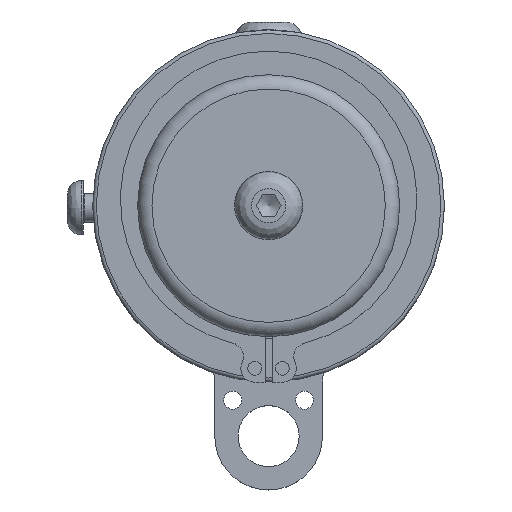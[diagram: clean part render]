
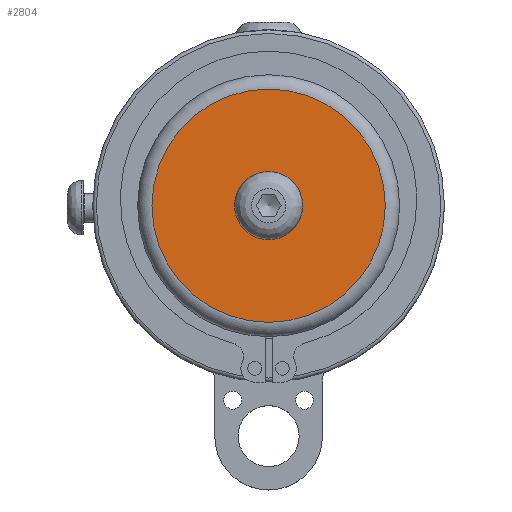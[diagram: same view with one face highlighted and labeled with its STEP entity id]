
A CAD part, top view. The second image highlights one B-rep face of the part: STEP entity #2804.
In plain terms, the highlighted planar face has unit normal (0, 0, 1).
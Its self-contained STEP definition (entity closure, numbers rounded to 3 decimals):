
#57=FACE_BOUND('',#525,.T.);
#200=PLANE('',#3151);
#341=FACE_OUTER_BOUND('',#524,.T.);
#524=EDGE_LOOP('',(#2428,#2429));
#525=EDGE_LOOP('',(#2430,#2431));
#588=CIRCLE('',#2927,2.5);
#592=CIRCLE('',#2931,2.5);
#723=CIRCLE('',#3152,16.25);
#724=CIRCLE('',#3153,16.25);
#1103=VERTEX_POINT('',#4477);
#1104=VERTEX_POINT('',#4478);
#1281=VERTEX_POINT('',#5273);
#1282=VERTEX_POINT('',#5274);
#1417=EDGE_CURVE('',#1103,#1104,#588,.T.);
#1422=EDGE_CURVE('',#1104,#1103,#592,.T.);
#1669=EDGE_CURVE('',#1281,#1282,#723,.T.);
#1670=EDGE_CURVE('',#1282,#1281,#724,.T.);
#2428=ORIENTED_EDGE('',*,*,#1669,.T.);
#2429=ORIENTED_EDGE('',*,*,#1670,.T.);
#2430=ORIENTED_EDGE('',*,*,#1417,.F.);
#2431=ORIENTED_EDGE('',*,*,#1422,.F.);
#2804=ADVANCED_FACE('',(#341,#57),#200,.T.);
#2927=AXIS2_PLACEMENT_3D('',#4479,#3414,#3415);
#2931=AXIS2_PLACEMENT_3D('',#4487,#3423,#3424);
#3151=AXIS2_PLACEMENT_3D('',#5272,#3951,#3952);
#3152=AXIS2_PLACEMENT_3D('',#5275,#3953,#3954);
#3153=AXIS2_PLACEMENT_3D('',#5276,#3955,#3956);
#3414=DIRECTION('center_axis',(0.,0.,
1.));
#3415=DIRECTION('ref_axis',(-1.,0.,0.));
#3423=DIRECTION('center_axis',(0.,0.,
1.));
#3424=DIRECTION('ref_axis',(-1.,0.,0.));
#3951=DIRECTION('center_axis',(0.,0.,
1.));
#3952=DIRECTION('ref_axis',(1.,0.,0.));
#3953=DIRECTION('center_axis',(0.,0.,
1.));
#3954=DIRECTION('ref_axis',(-1.,0.,0.));
#3955=DIRECTION('center_axis',(0.,0.,
1.));
#3956=DIRECTION('ref_axis',(-1.,0.,0.));
#4477=CARTESIAN_POINT('',(0.,2.5,100.225));
#4478=CARTESIAN_POINT('',(0.,-2.5,100.225));
#4479=CARTESIAN_POINT('Origin',(0.,0.,
100.225));
#4487=CARTESIAN_POINT('Origin',(0.,0.,
100.225));
#5272=CARTESIAN_POINT('Origin',(0.,2.5,
100.225));
#5273=CARTESIAN_POINT('',(0.,16.25,100.225));
#5274=CARTESIAN_POINT('',(-16.25,0.,100.225));
#5275=CARTESIAN_POINT('Origin',(0.,0.,
100.225));
#5276=CARTESIAN_POINT('Origin',(0.,0.,
100.225));
